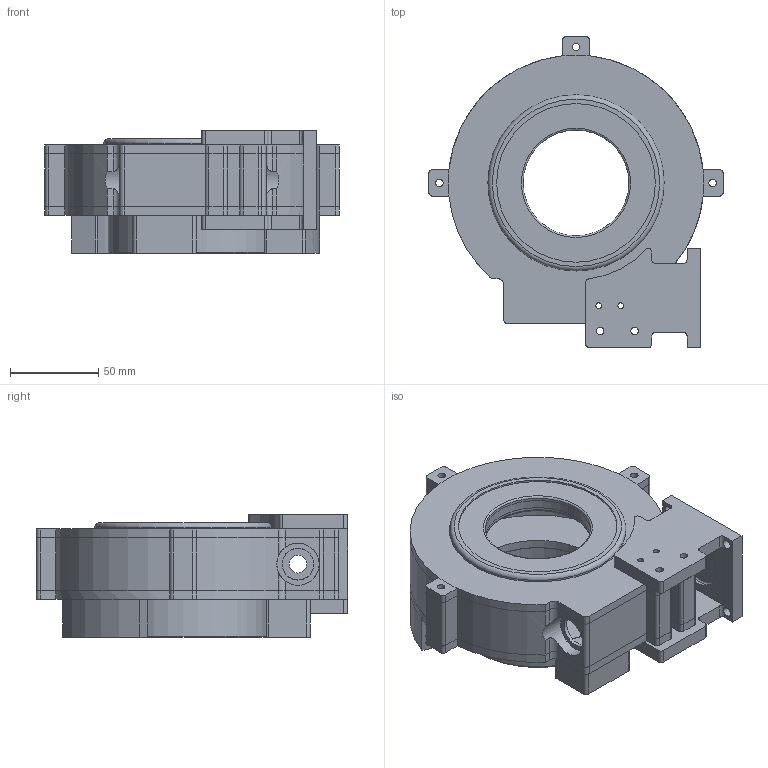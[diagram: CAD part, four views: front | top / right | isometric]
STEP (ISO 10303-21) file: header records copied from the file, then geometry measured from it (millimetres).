
FILE_DESCRIPTION(('FreeCAD Model'),'2;1');
FILE_NAME('Open CASCADE Shape Model','2023-10-08T05:21:34',(''),(''), 'Open CASCADE STEP processor 7.6','FreeCAD','Unknown');
FILE_SCHEMA(('AUTOMOTIVE_DESIGN { 1 0 10303 214 1 1 1 1 }'));
Length unit declared in the file: millimetre
Products named in the file (1): fixed base_001
Bounding box: 167 x 176.46 x 69.6 mm (x, y, z)
Volume: 474346.8 mm3; surface area: 143139.6 mm2
Topology: 2 solids, 2 shells, 353 faces, 850 edges, 506 vertices
Faces by surface type: cylinder 174, plane 155, torus 16, sphere 8
Full cylindrical faces by diameter (mm): 3.25 x10, 4.25 x19, 5.25 x4, 5.6 x3, 6 x2, 10 x1, 18 x2, 24 x2, 30 x1, 40 x1, 60 x3, 62 x1, 80.25 x1, 80.5 x1, 90 x2, 95.25 x1, 100 x2
Entity records: 22649 total; most frequent: CARTESIAN_POINT 5681, DIRECTION 3231, LINE 1744, VECTOR 1744, ORIENTED_EDGE 1684, PCURVE 1684, DEFINITIONAL_REPRESENTATION 1684, EDGE_CURVE 842
